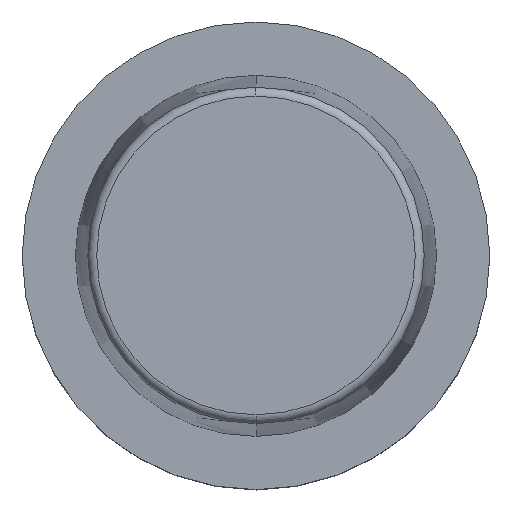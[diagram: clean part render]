
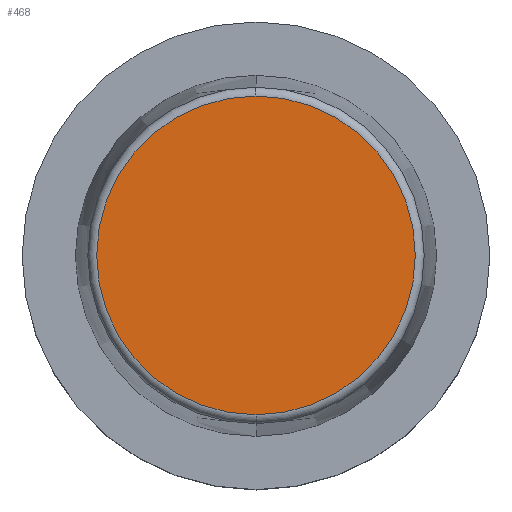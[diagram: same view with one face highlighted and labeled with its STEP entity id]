
A CAD part, top view. The second image highlights one B-rep face of the part: STEP entity #468.
In plain terms, the highlighted planar face has unit normal (0, 0, 1).
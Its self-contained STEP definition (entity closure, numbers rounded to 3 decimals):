
#270=EDGE_CURVE('',#436,#580,#665,.T.);
#398=EDGE_CURVE('',#580,#436,#810,.T.);
#436=VERTEX_POINT('',#853);
#468=ADVANCED_FACE('',(#889),#890,.T.);
#580=VERTEX_POINT('',#1020);
#665=CIRCLE('',#1125,21.462);
#810=CIRCLE('',#1303,21.462);
#853=CARTESIAN_POINT('',(0.,-21.462,32.0));
#889=FACE_OUTER_BOUND('',#1405,.T.);
#890=PLANE('',#1406);
#1020=CARTESIAN_POINT('',(0.0,21.462,32.0));
#1125=AXIS2_PLACEMENT_3D('',#1656,#1657,#1658);
#1303=AXIS2_PLACEMENT_3D('',#1848,#1849,#1850);
#1405=EDGE_LOOP('',(#1958,#1959));
#1406=AXIS2_PLACEMENT_3D('',#1960,#1961,#1962);
#1656=CARTESIAN_POINT('',(0.0,0.0,32.0));
#1657=DIRECTION('',(0.0,0.0,-1.0));
#1658=DIRECTION('',(0.0,1.0,0.0));
#1848=CARTESIAN_POINT('',(0.0,0.0,32.0));
#1849=DIRECTION('',(0.0,0.0,-1.0));
#1850=DIRECTION('',(0.0,1.0,0.0));
#1958=ORIENTED_EDGE('',*,*,#398,.F.);
#1959=ORIENTED_EDGE('',*,*,#270,.F.);
#1960=CARTESIAN_POINT('',(0.0,10.731,32.0));
#1961=DIRECTION('',(-0.0,0.0,1.0));
#1962=DIRECTION('',(0.0,-1.0,0.0));
